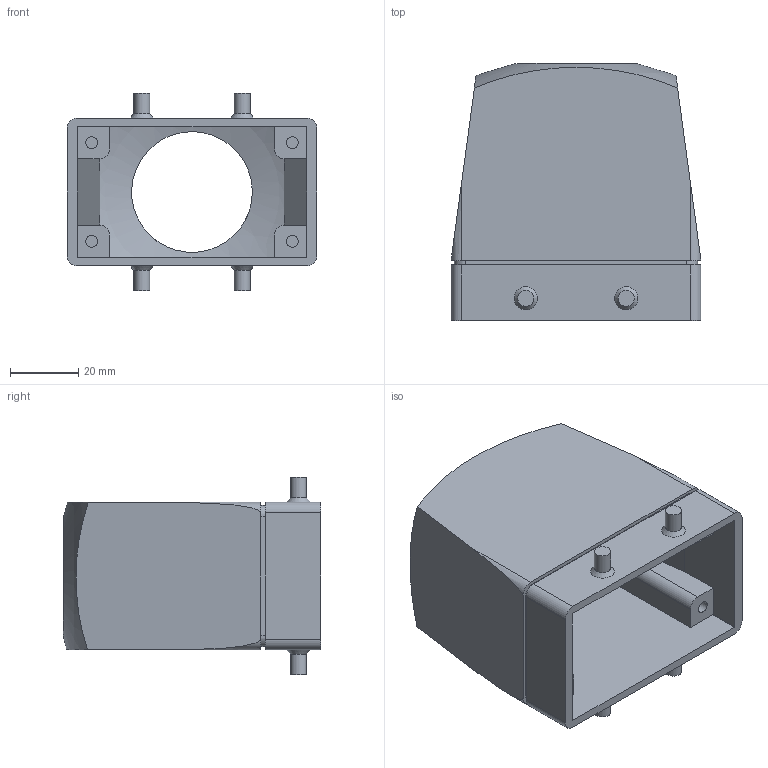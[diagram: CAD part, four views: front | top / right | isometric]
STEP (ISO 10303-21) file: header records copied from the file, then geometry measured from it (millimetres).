
FILE_DESCRIPTION (( 'STEP AP214' ), '1' );
FILE_NAME ('ZP-MC10B-2-DTE29ML.STEP', '2011-11-21T14:30:34', ( '.adc' ), ( '' ), 'SwSTEP 2.0', 'SolidWorks 2011', '' );
FILE_SCHEMA (( 'AUTOMOTIVE_DESIGN' ));
Length unit declared in the file: millimetre
Products named in the file (1): ZP-MC10B-2-DTE29ML
Bounding box: 73.5 x 75.63 x 58 mm (x, y, z)
Volume: 57019.5 mm3; surface area: 43191.9 mm2
Topology: 5 solids, 5 shells, 94 faces, 224 edges, 149 vertices
Faces by surface type: plane 54, cylinder 30, sphere 6, cone 4
Full cylindrical faces by diameter (mm): 3.5 x4, 4.752 x4, 35.5 x1
Entity records: 3048 total; most frequent: CARTESIAN_POINT 740, DIRECTION 443, ORIENTED_EDGE 404, EDGE_CURVE 202, AXIS2_PLACEMENT_3D 165, VERTEX_POINT 142, EDGE_LOOP 120, LINE 113
